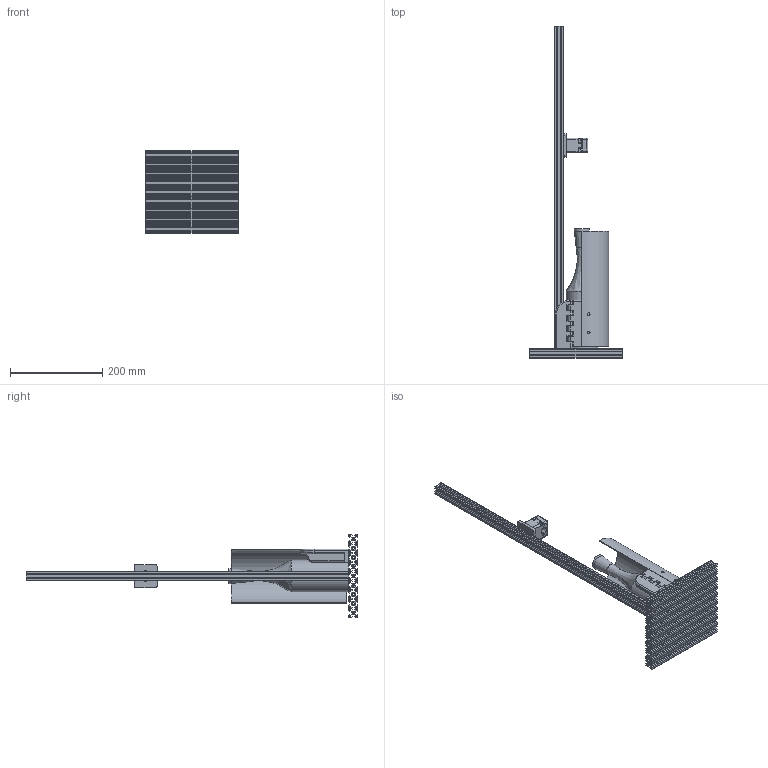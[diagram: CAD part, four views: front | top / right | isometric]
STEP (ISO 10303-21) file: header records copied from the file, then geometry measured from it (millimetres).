
FILE_DESCRIPTION(/* description */ (''),/* implementation_level */ '2;1');
FILE_NAME(/* name */ 'pressure_fillter_mount_clean v1.step',/* time_stamp */ '2021-02-01T21:21:44+01:00',/* author */ (''),/* organization */ (''),/* preprocessor_version */ 'ST-DEVELOPER v18.1',/* originating_system */ 'Autodesk Translation Framework v9.7.1.1290',/* authorisation */ '');
FILE_SCHEMA (('AUTOMOTIVE_DESIGN { 1 0 10303 214 3 1 1 }'));
Length unit declared in the file: millimetre
Products named in the file (2): pressure_fillter_mount_clean; bottle big
Assembly tree (1 placements, depth 2):
  pressure_fillter_mount_clean
    bottle big
Bounding box: 200 x 720 x 180 mm (x, y, z)
Volume: 725502.1 mm3; surface area: 695217.1 mm2
Topology: 16 solids, 16 shells, 929 faces, 2642 edges, 1748 vertices
Faces by surface type: plane 758, cylinder 152, bspline 9, torus 6, cone 4
Full cylindrical faces by diameter (mm): 4.2 x10, 5 x18, 5.5 x4, 6.5 x4, 7.5 x4, 8.5 x4, 9 x2, 28.552 x1, 32.552 x1, 65 x1, 69 x1
Entity records: 30784 total; most frequent: CARTESIAN_POINT 5986, ORIENTED_EDGE 5284, DIRECTION 4786, EDGE_CURVE 2642, LINE 2298, VECTOR 2298, VERTEX_POINT 1748, AXIS2_PLACEMENT_3D 1244
